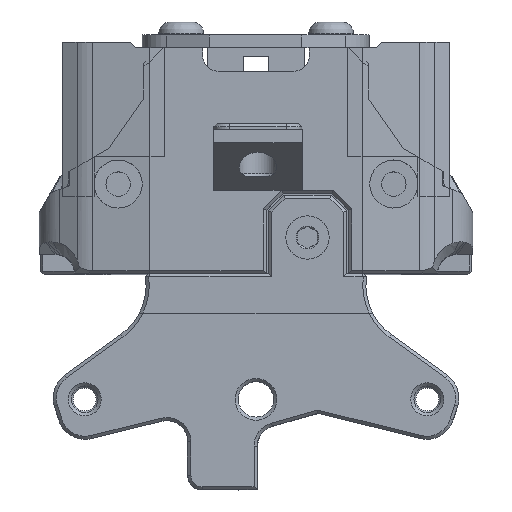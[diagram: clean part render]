
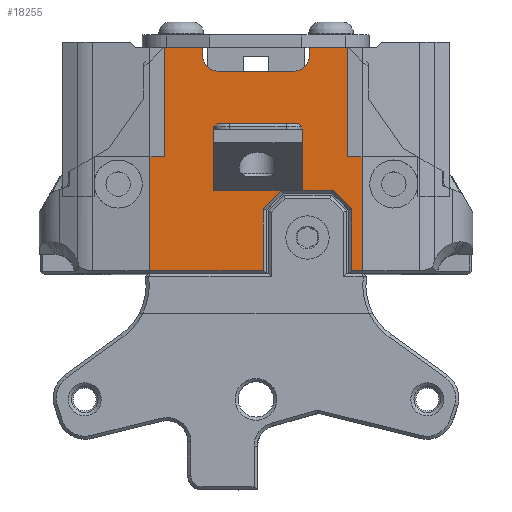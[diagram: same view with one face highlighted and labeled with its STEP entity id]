
A CAD part, top view. The second image highlights one B-rep face of the part: STEP entity #18255.
In plain terms, the highlighted face is planar.
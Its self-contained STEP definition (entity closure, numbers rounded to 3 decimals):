
#1239=CIRCLE('',#19207,2.);
#1241=CIRCLE('',#19211,2.);
#2195=FACE_OUTER_BOUND('',#3268,.T.);
#3268=EDGE_LOOP('',(#13511,#13512,#13513,#13514,#13515,#13516,#13517,#13518,
#13519,#13520,#13521,#13522,#13523,#13524,#13525,#13526,#13527,#13528));
#4262=LINE('',#25835,#5876);
#4449=LINE('',#26826,#6063);
#4512=LINE('',#27304,#6126);
#4523=LINE('',#27329,#6137);
#4617=LINE('',#28071,#6231);
#4619=LINE('',#28075,#6233);
#4622=LINE('',#28081,#6236);
#4625=LINE('',#28087,#6239);
#4628=LINE('',#28091,#6242);
#4667=LINE('',#28454,#6281);
#4677=LINE('',#28474,#6291);
#4752=LINE('',#28647,#6366);
#4764=LINE('',#28686,#6378);
#4765=LINE('',#28689,#6379);
#4766=LINE('',#28690,#6380);
#4767=LINE('',#28691,#6381);
#5876=VECTOR('',#21026,10.);
#6063=VECTOR('',#21407,10.);
#6126=VECTOR('',#21586,10.);
#6137=VECTOR('',#21607,10.);
#6231=VECTOR('',#21839,10.);
#6233=VECTOR('',#21843,10.);
#6236=VECTOR('',#21848,10.);
#6239=VECTOR('',#21853,10.);
#6242=VECTOR('',#21858,10.);
#6281=VECTOR('',#22033,10.);
#6291=VECTOR('',#22051,10.);
#6366=VECTOR('',#22194,10.);
#6378=VECTOR('',#22214,10.);
#6379=VECTOR('',#22217,10.);
#6380=VECTOR('',#22218,10.);
#6381=VECTOR('',#22219,10.);
#7472=VERTEX_POINT('',#25828);
#7473=VERTEX_POINT('',#25830);
#7474=VERTEX_POINT('',#25834);
#7478=VERTEX_POINT('',#25845);
#7683=VERTEX_POINT('',#26822);
#7685=VERTEX_POINT('',#26825);
#7744=VERTEX_POINT('',#27302);
#7752=VERTEX_POINT('',#27326);
#7753=VERTEX_POINT('',#27328);
#7812=VERTEX_POINT('',#28070);
#7813=VERTEX_POINT('',#28074);
#7815=VERTEX_POINT('',#28080);
#7817=VERTEX_POINT('',#28086);
#7850=VERTEX_POINT('',#28452);
#7856=VERTEX_POINT('',#28473);
#7909=VERTEX_POINT('',#28644);
#7917=VERTEX_POINT('',#28684);
#7918=VERTEX_POINT('',#28688);
#9313=EDGE_CURVE('',#7472,#7473,#1239,.T.);
#9315=EDGE_CURVE('',#7474,#7473,#4262,.F.);
#9321=EDGE_CURVE('',#7474,#7478,#1241,.T.);
#9588=EDGE_CURVE('',#7685,#7683,#4449,.T.);
#9697=EDGE_CURVE('',#7685,#7744,#4512,.T.);
#9709=EDGE_CURVE('',#7752,#7753,#4523,.T.);
#9828=EDGE_CURVE('',#7812,#7752,#4617,.T.);
#9830=EDGE_CURVE('',#7813,#7812,#4619,.T.);
#9833=EDGE_CURVE('',#7815,#7813,#4622,.T.);
#9836=EDGE_CURVE('',#7817,#7815,#4625,.T.);
#9839=EDGE_CURVE('',#7744,#7817,#4628,.T.);
#9898=EDGE_CURVE('',#7472,#7850,#4667,.F.);
#9908=EDGE_CURVE('',#7856,#7478,#4677,.F.);
#9992=EDGE_CURVE('',#7850,#7909,#4752,.F.);
#10005=EDGE_CURVE('',#7856,#7917,#4764,.F.);
#10006=EDGE_CURVE('',#7918,#7909,#4765,.T.);
#10007=EDGE_CURVE('',#7753,#7918,#4766,.T.);
#10008=EDGE_CURVE('',#7917,#7683,#4767,.T.);
#13511=ORIENTED_EDGE('',*,*,#10006,.F.);
#13512=ORIENTED_EDGE('',*,*,#10007,.F.);
#13513=ORIENTED_EDGE('',*,*,#9709,.F.);
#13514=ORIENTED_EDGE('',*,*,#9828,.F.);
#13515=ORIENTED_EDGE('',*,*,#9830,.F.);
#13516=ORIENTED_EDGE('',*,*,#9833,.F.);
#13517=ORIENTED_EDGE('',*,*,#9836,.F.);
#13518=ORIENTED_EDGE('',*,*,#9839,.F.);
#13519=ORIENTED_EDGE('',*,*,#9697,.F.);
#13520=ORIENTED_EDGE('',*,*,#9588,.T.);
#13521=ORIENTED_EDGE('',*,*,#10008,.F.);
#13522=ORIENTED_EDGE('',*,*,#10005,.F.);
#13523=ORIENTED_EDGE('',*,*,#9908,.T.);
#13524=ORIENTED_EDGE('',*,*,#9321,.F.);
#13525=ORIENTED_EDGE('',*,*,#9315,.T.);
#13526=ORIENTED_EDGE('',*,*,#9313,.F.);
#13527=ORIENTED_EDGE('',*,*,#9898,.T.);
#13528=ORIENTED_EDGE('',*,*,#9992,.T.);
#17610=PLANE('',#19552);
#18255=ADVANCED_FACE('',(#2195),#17610,.F.);
#19207=AXIS2_PLACEMENT_3D('',#25831,#21021,#21022);
#19211=AXIS2_PLACEMENT_3D('',#25846,#21035,#21036);
#19552=AXIS2_PLACEMENT_3D('',#28687,#22215,#22216);
#21021=DIRECTION('center_axis',(0.,-1.,0.));
#21022=DIRECTION('ref_axis',(-0.707,0.,-0.707));
#21026=DIRECTION('',(1.,0.,0.));
#21035=DIRECTION('center_axis',(0.,-1.,0.));
#21036=DIRECTION('ref_axis',(0.707,0.,-0.707));
#21407=DIRECTION('',(0.,0.,1.));
#21586=DIRECTION('',(-1.,0.,0.));
#21607=DIRECTION('',(-1.,0.,0.));
#21839=DIRECTION('',(0.,0.,-1.));
#21843=DIRECTION('',(-0.707,0.,-0.707));
#21848=DIRECTION('',(-1.,0.,0.));
#21853=DIRECTION('',(-0.707,0.,0.707));
#21858=DIRECTION('',(0.,0.,1.));
#22033=DIRECTION('',(0.,0.,-1.));
#22051=DIRECTION('',(0.,0.,1.));
#22194=DIRECTION('',(1.,0.,0.));
#22214=DIRECTION('',(-1.,0.,0.));
#22215=DIRECTION('center_axis',(0.,1.,0.));
#22216=DIRECTION('ref_axis',(-1.,0.,0.));
#22217=DIRECTION('',(0.707,0.,0.707));
#22218=DIRECTION('',(0.,0.,1.));
#22219=DIRECTION('',(0.707,0.,-0.707));
#25828=CARTESIAN_POINT('',(-154.921,-210.367,-92.355));
#25830=CARTESIAN_POINT('',(-152.921,-210.367,-94.355));
#25831=CARTESIAN_POINT('Origin',(-152.921,-210.367,-92.355));
#25834=CARTESIAN_POINT('',(-143.351,-210.367,-94.355));
#25835=CARTESIAN_POINT('',(-160.212,-210.367,-94.355));
#25845=CARTESIAN_POINT('',(-141.351,-210.367,-92.355));
#25846=CARTESIAN_POINT('Origin',(-143.351,-210.367,-92.355));
#26822=CARTESIAN_POINT('',(-134.601,-210.367,-93.204));
#26825=CARTESIAN_POINT('',(-134.601,-210.367,-119.673));
#26826=CARTESIAN_POINT('',(-134.601,-210.367,-123.823));
#27302=CARTESIAN_POINT('',(-136.001,-210.367,-119.673));
#27304=CARTESIAN_POINT('',(-160.212,-210.367,-119.673));
#27326=CARTESIAN_POINT('',(-147.201,-210.367,-119.673));
#27328=CARTESIAN_POINT('',(-161.671,-210.367,-119.673));
#27329=CARTESIAN_POINT('',(-160.212,-210.367,-119.673));
#28070=CARTESIAN_POINT('',(-147.201,-210.367,-111.825));
#28071=CARTESIAN_POINT('',(-147.201,-210.367,-119.873));
#28074=CARTESIAN_POINT('',(-144.849,-210.367,-109.473));
#28075=CARTESIAN_POINT('',(-153.543,-210.367,-118.166));
#28080=CARTESIAN_POINT('',(-138.352,-210.367,-109.473));
#28081=CARTESIAN_POINT('',(-151.636,-210.367,-109.473));
#28086=CARTESIAN_POINT('',(-136.001,-210.367,-111.825));
#28087=CARTESIAN_POINT('',(-139.694,-210.367,-108.131));
#28091=CARTESIAN_POINT('',(-136.001,-210.367,-119.873));
#28452=CARTESIAN_POINT('',(-154.921,-210.367,-91.349));
#28454=CARTESIAN_POINT('',(-154.921,-210.367,-107.035));
#28473=CARTESIAN_POINT('',(-141.351,-210.367,-91.349));
#28474=CARTESIAN_POINT('',(-141.351,-210.367,-107.035));
#28644=CARTESIAN_POINT('',(-159.815,-210.367,-91.349));
#28647=CARTESIAN_POINT('',(-148.677,-210.367,-91.349));
#28684=CARTESIAN_POINT('',(-136.456,-210.367,-91.349));
#28686=CARTESIAN_POINT('',(-154.886,-210.367,-91.349));
#28687=CARTESIAN_POINT('Origin',(-149.254,-210.367,-120.073));
#28688=CARTESIAN_POINT('',(-161.671,-210.367,-93.204));
#28689=CARTESIAN_POINT('',(-164.998,-210.367,-96.531));
#28690=CARTESIAN_POINT('',(-161.671,-210.367,-123.823));
#28691=CARTESIAN_POINT('',(-131.833,-210.367,-95.972));
